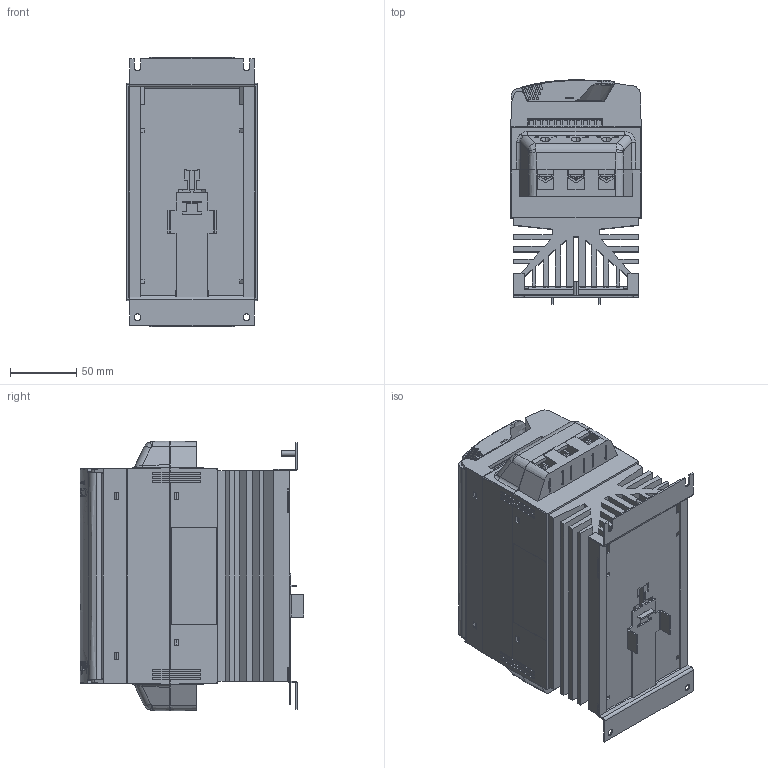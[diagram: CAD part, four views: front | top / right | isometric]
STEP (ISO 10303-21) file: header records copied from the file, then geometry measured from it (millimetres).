
FILE_DESCRIPTION (( 'STEP AP214' ), '1' );
FILE_NAME ('Small Jake - CSXi 007-30kW “Small”, simplified.STEP', '2012-12-19T21:23:51', ( '' ), ( '' ), 'SwSTEP 2.0', 'SolidWorks 2012', '' );
FILE_SCHEMA (( 'AUTOMOTIVE_DESIGN' ));
Length unit declared in the file: millimetre
Products named in the file (1): Small Jake - CSXi 007-30kW “Small”, simplified
Bounding box: 98.1 x 168.49 x 203.05 mm (x, y, z)
Volume: 808618 mm3; surface area: 487516.6 mm2
Topology: 28 solids, 28 shells, 3077 faces, 8108 edges, 5211 vertices
Faces by surface type: plane 2049, cylinder 452, bspline 355, cone 219, torus 2
Entity records: 170178 total; most frequent: CARTESIAN_POINT 63566, ORIENTED_EDGE 16200, DIRECTION 12982, EDGE_CURVE 8100, VECTOR 5558, LINE 5558, VERTEX_POINT 5211, AXIS2_PLACEMENT_3D 3712
